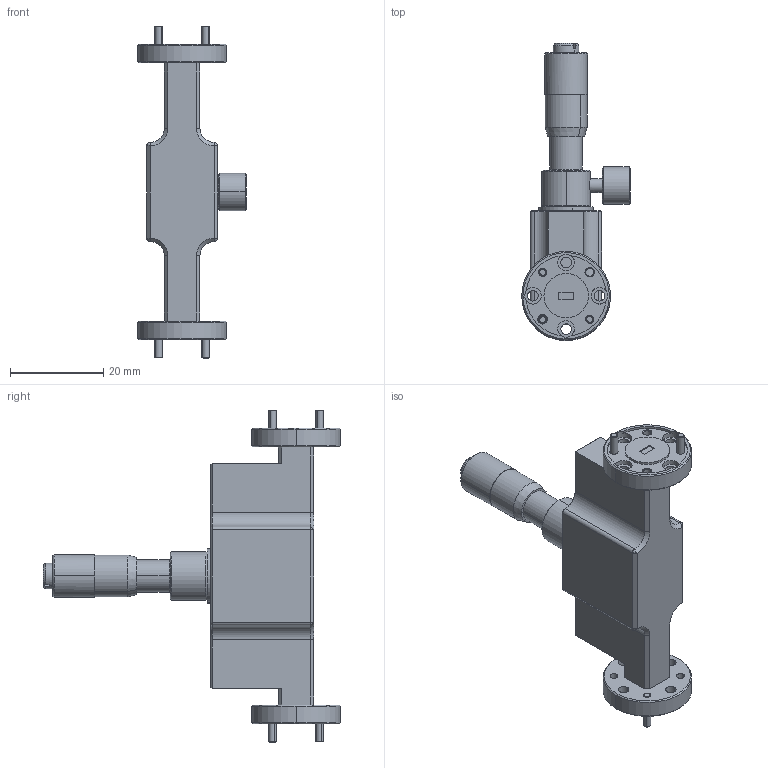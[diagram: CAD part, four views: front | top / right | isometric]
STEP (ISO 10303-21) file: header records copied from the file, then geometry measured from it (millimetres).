
FILE_DESCRIPTION (( 'STEP AP203' ), '1' );
FILE_NAME ('STA-30-12-M1.STEP', '2021-06-11T19:03:28', ( '' ), ( '' ), 'SwSTEP 2.0', 'SolidWorks 2021', '' );
FILE_SCHEMA (( 'CONFIG_CONTROL_DESIGN' ));
Length unit declared in the file: inch
Products named in the file (1): STA-30-12-M1
Bounding box: 23.27 x 63.75 x 71.25 mm (x, y, z)
Volume: 16714.7 mm3; surface area: 7671.9 mm2
Topology: 5 solids, 5 shells, 420 faces, 958 edges, 582 vertices
Faces by surface type: plane 150, cylinder 144, cone 124, torus 2
Entity records: 12077 total; most frequent: CARTESIAN_POINT 2255, DIRECTION 2186, ORIENTED_EDGE 1908, EDGE_CURVE 954, AXIS2_PLACEMENT_3D 859, VERTEX_POINT 582, EDGE_LOOP 490, VECTOR 468
